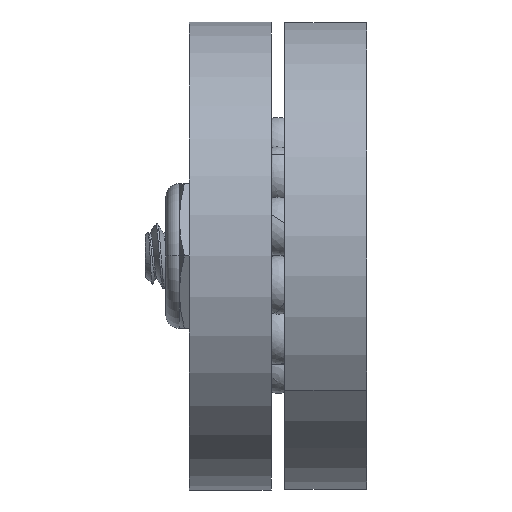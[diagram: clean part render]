
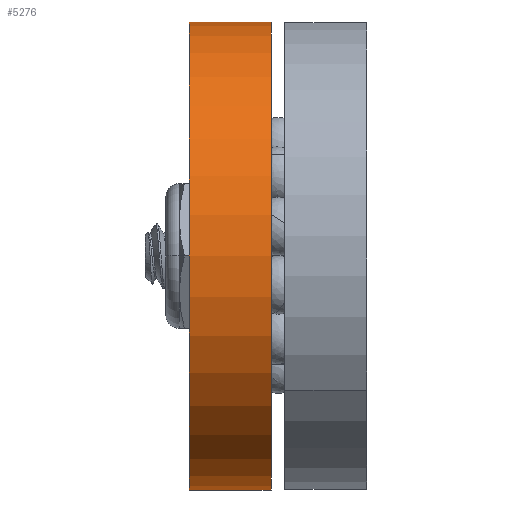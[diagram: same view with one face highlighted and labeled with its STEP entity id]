
A CAD part, left-side view. The second image highlights one B-rep face of the part: STEP entity #5276.
In plain terms, the highlighted cylindrical face has radius 12.696 mm (diameter 25.392 mm), a partial arc.
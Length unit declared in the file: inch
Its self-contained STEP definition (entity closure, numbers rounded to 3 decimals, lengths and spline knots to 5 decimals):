
#714 = ORIENTED_EDGE ( 'NONE', *, *, #7456, .F. ) ;
#1023 = DIRECTION ( 'NONE',  ( 0., -1., 0. ) ) ;
#1374 = FACE_OUTER_BOUND ( 'NONE', #7750, .T. ) ;
#2025 = CARTESIAN_POINT ( 'NONE',  ( 0., 0., 0. ) ) ;
#2064 = CARTESIAN_POINT ( 'NONE',  ( 0., 0.175, 0. ) ) ;
#2274 = EDGE_CURVE ( 'NONE', #4424, #7629, #9861, .T. ) ;
#2372 = DIRECTION ( 'NONE',  ( 0., 0., -1. ) ) ;
#2601 = CARTESIAN_POINT ( 'NONE',  ( 0., 0., -0.49985 ) ) ;
#2840 = DIRECTION ( 'NONE',  ( 0., 0., 1. ) ) ;
#3244 = CARTESIAN_POINT ( 'NONE',  ( 0., 0.175, 0.49985 ) ) ;
#3640 = VECTOR ( 'NONE', #4244, 39.37008 ) ;
#3658 = DIRECTION ( 'NONE',  ( 0., 1., 0. ) ) ;
#3947 = CARTESIAN_POINT ( 'NONE',  ( 0., 0.175, -0.49985 ) ) ;
#4096 = EDGE_CURVE ( 'NONE', #7629, #9950, #9354, .T. ) ;
#4244 = DIRECTION ( 'NONE',  ( 0., -1., 0. ) ) ;
#4424 = VERTEX_POINT ( 'NONE', #3947 ) ;
#4984 = CARTESIAN_POINT ( 'NONE',  ( 0., 0.175, -0.49985 ) ) ;
#5016 = VERTEX_POINT ( 'NONE', #5348 ) ;
#5276 = ADVANCED_FACE ( 'NONE', ( #1374 ), #8900, .T. ) ;
#5348 = CARTESIAN_POINT ( 'NONE',  ( 0., 0.175, 0.49985 ) ) ;
#5552 = DIRECTION ( 'NONE',  ( 0., -1., 0. ) ) ;
#6104 = CIRCLE ( 'NONE', #9561, 0.49985 ) ;
#6194 = ORIENTED_EDGE ( 'NONE', *, *, #7062, .F. ) ;
#6231 = LINE ( 'NONE', #3244, #6472 ) ;
#6464 = CARTESIAN_POINT ( 'NONE',  ( 0., 0., 0.49985 ) ) ;
#6472 = VECTOR ( 'NONE', #5552, 39.37008 ) ;
#6888 = AXIS2_PLACEMENT_3D ( 'NONE', #9451, #1023, #2372 ) ;
#7062 = EDGE_CURVE ( 'NONE', #4424, #5016, #6104, .T. ) ;
#7456 = EDGE_CURVE ( 'NONE', #5016, #9950, #6231, .T. ) ;
#7506 = DIRECTION ( 'NONE',  ( 0., 1., 0. ) ) ;
#7629 = VERTEX_POINT ( 'NONE', #2601 ) ;
#7750 = EDGE_LOOP ( 'NONE', ( #714, #6194, #8431, #9288 ) ) ;
#7794 = AXIS2_PLACEMENT_3D ( 'NONE', #2025, #3658, #8209 ) ;
#8209 = DIRECTION ( 'NONE',  ( 0., 0., 1. ) ) ;
#8431 = ORIENTED_EDGE ( 'NONE', *, *, #2274, .T. ) ;
#8900 = CYLINDRICAL_SURFACE ( 'NONE', #6888, 0.49985 ) ;
#9288 = ORIENTED_EDGE ( 'NONE', *, *, #4096, .T. ) ;
#9354 = CIRCLE ( 'NONE', #7794, 0.49985 ) ;
#9451 = CARTESIAN_POINT ( 'NONE',  ( 0., 0.175, 0. ) ) ;
#9561 = AXIS2_PLACEMENT_3D ( 'NONE', #2064, #7506, #2840 ) ;
#9861 = LINE ( 'NONE', #4984, #3640 ) ;
#9950 = VERTEX_POINT ( 'NONE', #6464 ) ;
